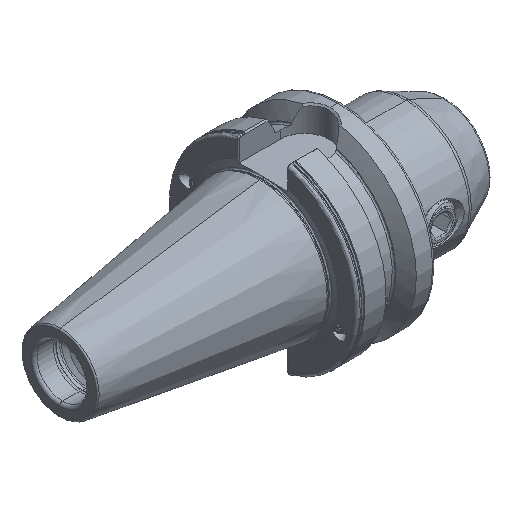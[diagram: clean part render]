
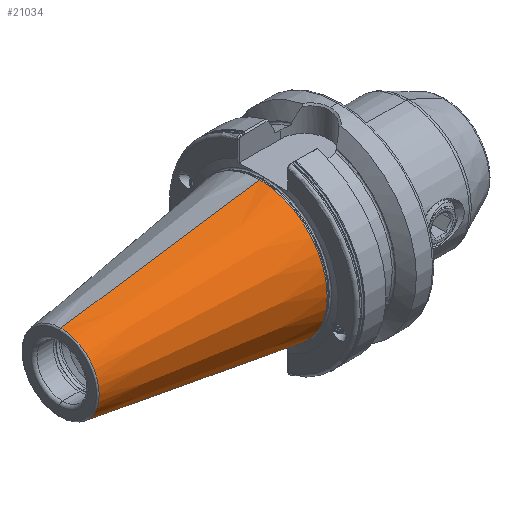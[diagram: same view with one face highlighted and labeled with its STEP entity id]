
A CAD part, isometric view. The second image highlights one B-rep face of the part: STEP entity #21034.
In plain terms, the highlighted conical face has half-angle 8.297 degrees and reference radius 22.385 mm.
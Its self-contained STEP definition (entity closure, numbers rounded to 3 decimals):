
#1028 = EDGE_CURVE ( 'NONE', #6159, #6121, #2218, .T. ) ;
#1038 = EDGE_CURVE ( 'NONE', #6135, #6154, #2241, .T. ) ;
#2218 = CIRCLE ( 'NONE', #3831, 22.385 ) ;
#2241 = CIRCLE ( 'NONE', #3832, 12.75 ) ;
#2646 = LINE ( 'NONE', #21436, #2678 ) ;
#2677 = LINE ( 'NONE', #21369, #2686 ) ;
#2678 = VECTOR ( 'NONE', #21454, 1000. ) ;
#2686 = VECTOR ( 'NONE', #21374, 1000. ) ;
#3831 = AXIS2_PLACEMENT_3D ( 'NONE', #9777, #9760, #9761 ) ;
#3832 = AXIS2_PLACEMENT_3D ( 'NONE', #9841, #9842, #9843 ) ;
#5643 = FACE_OUTER_BOUND ( 'NONE', #19893, .T. ) ;
#5662 = CONICAL_SURFACE ( 'NONE', #11197, 22.385, 0.145 ) ;
#6121 = VERTEX_POINT ( 'NONE', #22352 ) ;
#6135 = VERTEX_POINT ( 'NONE', #22453 ) ;
#6154 = VERTEX_POINT ( 'NONE', #22480 ) ;
#6159 = VERTEX_POINT ( 'NONE', #22459 ) ;
#6336 = EDGE_CURVE ( 'NONE', #6154, #6121, #2677, .T. ) ;
#6342 = EDGE_CURVE ( 'NONE', #6135, #6159, #2646, .T. ) ;
#9760 = DIRECTION ( 'NONE',  ( 1., 0., 0. ) ) ;
#9761 = DIRECTION ( 'NONE',  ( 0., 0., -1. ) ) ;
#9777 = CARTESIAN_POINT ( 'NONE',  ( -0.9, 0., 0. ) ) ;
#9841 = CARTESIAN_POINT ( 'NONE',  ( -66.972, 0., 0. ) ) ;
#9842 = DIRECTION ( 'NONE',  ( 1., 0., 0. ) ) ;
#9843 = DIRECTION ( 'NONE',  ( 0., 0., -1. ) ) ;
#11197 = AXIS2_PLACEMENT_3D ( 'NONE', #13465, #13964, #14043 ) ;
#13465 = CARTESIAN_POINT ( 'NONE',  ( -0.9, 0., 0. ) ) ;
#13964 = DIRECTION ( 'NONE',  ( 1., 0., 0. ) ) ;
#14043 = DIRECTION ( 'NONE',  ( 0., 0., -1. ) ) ;
#19893 = EDGE_LOOP ( 'NONE', ( #21608, #21602, #21533, #21600 ) ) ;
#21034 = ADVANCED_FACE ( 'NONE', ( #5643 ), #5662, .T. ) ;
#21369 = CARTESIAN_POINT ( 'NONE',  ( -0.9, 0., -22.385 ) ) ;
#21374 = DIRECTION ( 'NONE',  ( 0.99, 0., -0.144 ) ) ;
#21436 = CARTESIAN_POINT ( 'NONE',  ( -0.9, 0., 22.385 ) ) ;
#21454 = DIRECTION ( 'NONE',  ( 0.99, 0., 0.144 ) ) ;
#21533 = ORIENTED_EDGE ( 'NONE', *, *, #6336, .T. ) ;
#21600 = ORIENTED_EDGE ( 'NONE', *, *, #1028, .F. ) ;
#21602 = ORIENTED_EDGE ( 'NONE', *, *, #1038, .T. ) ;
#21608 = ORIENTED_EDGE ( 'NONE', *, *, #6342, .F. ) ;
#22352 = CARTESIAN_POINT ( 'NONE',  ( -0.9, 0., -22.385 ) ) ;
#22453 = CARTESIAN_POINT ( 'NONE',  ( -66.972, 0., 12.75 ) ) ;
#22459 = CARTESIAN_POINT ( 'NONE',  ( -0.9, 0., 22.385 ) ) ;
#22480 = CARTESIAN_POINT ( 'NONE',  ( -66.972, 0., -12.75 ) ) ;
